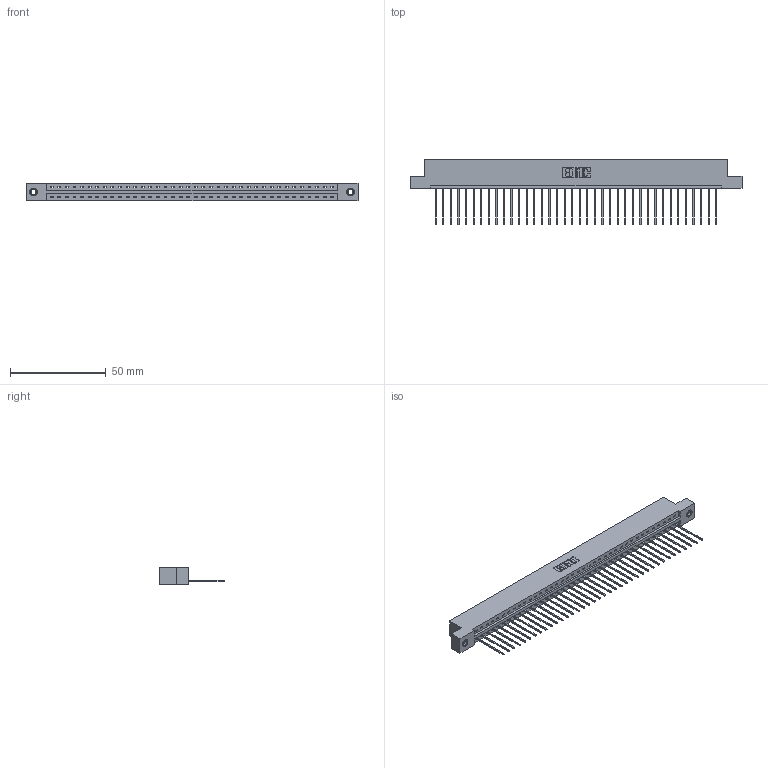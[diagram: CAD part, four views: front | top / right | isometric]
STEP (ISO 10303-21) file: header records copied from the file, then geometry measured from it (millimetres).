
FILE_DESCRIPTION (( 'STEP AP203' ), '1' );
FILE_NAME ('387-038-541-107.STEP', '2018-09-19T05:12:19', ( '' ), ( '' ), 'SwSTEP 2.0', 'SolidWorks 2016', '' );
FILE_SCHEMA (( 'CONFIG_CONTROL_DESIGN' ));
Length unit declared in the file: inch
Products named in the file (4): 337 Part_Flush Mounting Lugs - 0.156 Dia-TI; 345-292-001_345-293-141; 345-250-001_345-250-005-103; 387-038-541-107
Assembly tree (41 placements, depth 2):
  387-038-541-107
    337 Part_Flush Mounting Lugs - 0.156 Dia-TI
    345-292-001_345-293-141  x38
    345-250-001_345-250-005-103  x2
Bounding box: 173.58 x 34.3 x 9.4 mm (x, y, z)
Volume: 18102.9 mm3; surface area: 19496.9 mm2
Topology: 41 solids, 41 shells, 2530 faces, 7591 edges, 5002 vertices
Faces by surface type: plane 1850, cylinder 664, cone 12, torus 4
Entity records: 29968 total; most frequent: CARTESIAN_POINT 5199, ORIENTED_EDGE 5166, DIRECTION 4417, EDGE_CURVE 2583, VECTOR 2435, LINE 2435, VERTEX_POINT 1716, AXIS2_PLACEMENT_3D 991
